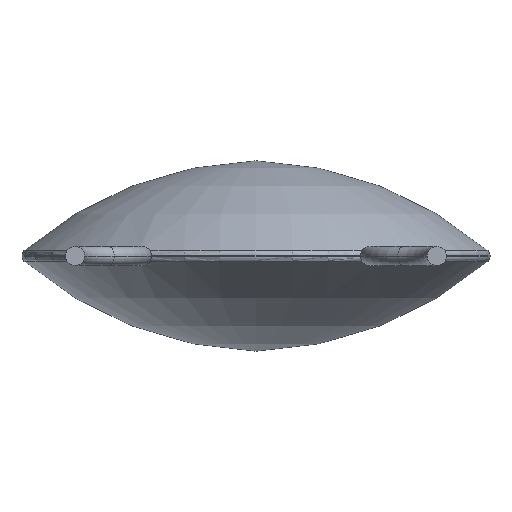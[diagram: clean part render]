
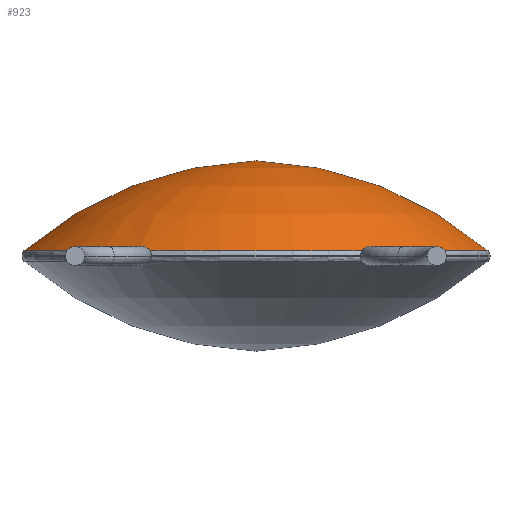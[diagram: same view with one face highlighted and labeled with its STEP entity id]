
A CAD part, front view. The second image highlights one B-rep face of the part: STEP entity #923.
In plain terms, the highlighted toroidal (fillet/blend) face has major radius 0.124 mm and minor radius 3.936 mm.
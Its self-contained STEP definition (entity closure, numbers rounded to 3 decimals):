
#44 = CARTESIAN_POINT ( 'NONE',  ( -1.116, -2.167, 0.055 ) ) ;
#45 = CARTESIAN_POINT ( 'NONE',  ( 2.438, 0., 0.055 ) ) ;
#52 = DIRECTION ( 'NONE',  ( 0., 0., 1. ) ) ;
#57 = CARTESIAN_POINT ( 'NONE',  ( -1.215, -2.051, 0.1 ) ) ;
#76 = B_SPLINE_CURVE_WITH_KNOTS ( 'NONE', 3,
 ( #138, #1402, #268, #1282, #1134, #1540 ),
 .UNSPECIFIED., .F., .F.,
 ( 4, 2, 4 ),
 ( 0., 0., 0. ),
 .UNSPECIFIED. ) ;
#91 = VERTEX_POINT ( 'NONE', #45 ) ;
#95 = TOROIDAL_SURFACE ( 'NONE', #1066, -0.124, 3.936 ) ;
#100 = EDGE_CURVE ( 'NONE', #996, #952, #1108, .T. ) ;
#111 = CARTESIAN_POINT ( 'NONE',  ( -1.162, -2.09, 0.094 ) ) ;
#121 = VERTEX_POINT ( 'NONE', #916 ) ;
#138 = CARTESIAN_POINT ( 'NONE',  ( 1.284, -2.072, 0.055 ) ) ;
#140 = EDGE_CURVE ( 'NONE', #1620, #1483, #492, .T. ) ;
#191 = VERTEX_POINT ( 'NONE', #281 ) ;
#204 = CARTESIAN_POINT ( 'NONE',  ( -1.124, -2.147, 0.067 ) ) ;
#236 = CARTESIAN_POINT ( 'NONE',  ( 0., 0., 1. ) ) ;
#264 = EDGE_CURVE ( 'NONE', #191, #91, #1192, .T. ) ;
#267 = EDGE_LOOP ( 'NONE', ( #821, #1580, #814, #1451, #1304, #1370, #272, #1232, #512 ) ) ;
#268 = CARTESIAN_POINT ( 'NONE',  ( 1.265, -2.051, 0.078 ) ) ;
#272 = ORIENTED_EDGE ( 'NONE', *, *, #1230, .F. ) ;
#281 = CARTESIAN_POINT ( 'NONE',  ( 1.284, -2.072, 0.055 ) ) ;
#317 = CARTESIAN_POINT ( 'NONE',  ( -1.276, -2.061, 0.066 ) ) ;
#341 = DIRECTION ( 'NONE',  ( 0., -1., 0. ) ) ;
#400 = CIRCLE ( 'NONE', #986, 3.936 ) ;
#412 = CARTESIAN_POINT ( 'NONE',  ( 1.162, -2.09, 0.094 ) ) ;
#414 = DIRECTION ( 'NONE',  ( -1., 0., 0. ) ) ;
#442 = AXIS2_PLACEMENT_3D ( 'NONE', #672, #52, #414 ) ;
#453 = CARTESIAN_POINT ( 'NONE',  ( -1.2, -2.06, 0.1 ) ) ;
#491 = CARTESIAN_POINT ( 'NONE',  ( 0., 0., 0.055 ) ) ;
#492 = CIRCLE ( 'NONE', #1325, 3.936 ) ;
#510 = DIRECTION ( 'NONE',  ( 0., 1., 0. ) ) ;
#511 = DIRECTION ( 'NONE',  ( -1., 0., 0. ) ) ;
#512 = ORIENTED_EDGE ( 'NONE', *, *, #1577, .T. ) ;
#524 = CARTESIAN_POINT ( 'NONE',  ( 1.135, -2.127, 0.077 ) ) ;
#545 = CARTESIAN_POINT ( 'NONE',  ( 0.124, 0., -2.934 ) ) ;
#551 = CARTESIAN_POINT ( 'NONE',  ( 1.2, -2.06, 0.1 ) ) ;
#595 = CARTESIAN_POINT ( 'NONE',  ( 1.116, -2.167, 0.055 ) ) ;
#597 = CARTESIAN_POINT ( 'NONE',  ( -1.2, -2.06, 0.1 ) ) ;
#672 = CARTESIAN_POINT ( 'NONE',  ( 0., 0., 0.055 ) ) ;
#686 = CARTESIAN_POINT ( 'NONE',  ( -1.234, -2.046, 0.096 ) ) ;
#713 = CARTESIAN_POINT ( 'NONE',  ( -1.284, -2.072, 0.055 ) ) ;
#745 = AXIS2_PLACEMENT_3D ( 'NONE', #1160, #1536, #511 ) ;
#749 = EDGE_CURVE ( 'NONE', #1620, #1118, #1461, .T. ) ;
#814 = ORIENTED_EDGE ( 'NONE', *, *, #1374, .F. ) ;
#821 = ORIENTED_EDGE ( 'NONE', *, *, #140, .F. ) ;
#844 = DIRECTION ( 'NONE',  ( 0., 0., -1. ) ) ;
#867 = DIRECTION ( 'NONE',  ( 0., 0., 1. ) ) ;
#916 = CARTESIAN_POINT ( 'NONE',  ( 1.2, -2.06, 0.1 ) ) ;
#923 = ADVANCED_FACE ( 'NONE', ( #1456 ), #95, .T. ) ;
#926 = DIRECTION ( 'NONE',  ( -1., 0., 0. ) ) ;
#952 = VERTEX_POINT ( 'NONE', #595 ) ;
#971 = CARTESIAN_POINT ( 'NONE',  ( -1.179, -2.072, 0.1 ) ) ;
#986 = AXIS2_PLACEMENT_3D ( 'NONE', #1470, #341, #844 ) ;
#996 = VERTEX_POINT ( 'NONE', #44 ) ;
#1025 = DIRECTION ( 'NONE',  ( -1., 0., 0. ) ) ;
#1042 = CARTESIAN_POINT ( 'NONE',  ( -1.2, -2.06, 0.1 ) ) ;
#1066 = AXIS2_PLACEMENT_3D ( 'NONE', #1367, #867, #1116 ) ;
#1091 = B_SPLINE_CURVE_WITH_KNOTS ( 'NONE', 3,
 ( #1042, #57, #686, #1430, #317, #1422 ),
 .UNSPECIFIED., .F., .F.,
 ( 4, 2, 4 ),
 ( 0., 0., 0. ),
 .UNSPECIFIED. ) ;
#1108 = CIRCLE ( 'NONE', #442, 2.438 ) ;
#1116 = DIRECTION ( 'NONE',  ( 1., 0., 0. ) ) ;
#1118 = VERTEX_POINT ( 'NONE', #713 ) ;
#1134 = CARTESIAN_POINT ( 'NONE',  ( 1.215, -2.051, 0.1 ) ) ;
#1160 = CARTESIAN_POINT ( 'NONE',  ( 0., 0., 0.055 ) ) ;
#1167 = AXIS2_PLACEMENT_3D ( 'NONE', #491, #1557, #926 ) ;
#1192 = CIRCLE ( 'NONE', #1167, 2.438 ) ;
#1200 = CARTESIAN_POINT ( 'NONE',  ( 1.124, -2.147, 0.067 ) ) ;
#1210 = B_SPLINE_CURVE_WITH_KNOTS ( 'NONE', 3,
 ( #1482, #204, #1619, #111, #971, #597 ),
 .UNSPECIFIED., .F., .F.,
 ( 4, 2, 4 ),
 ( 0., 0., 0. ),
 .UNSPECIFIED. ) ;
#1230 = EDGE_CURVE ( 'NONE', #191, #121, #76, .T. ) ;
#1232 = ORIENTED_EDGE ( 'NONE', *, *, #264, .T. ) ;
#1282 = CARTESIAN_POINT ( 'NONE',  ( 1.234, -2.046, 0.096 ) ) ;
#1304 = ORIENTED_EDGE ( 'NONE', *, *, #100, .T. ) ;
#1310 = EDGE_CURVE ( 'NONE', #121, #952, #1593, .T. ) ;
#1325 = AXIS2_PLACEMENT_3D ( 'NONE', #545, #510, #1025 ) ;
#1367 = CARTESIAN_POINT ( 'NONE',  ( 0., 0., -2.934 ) ) ;
#1370 = ORIENTED_EDGE ( 'NONE', *, *, #1310, .F. ) ;
#1374 = EDGE_CURVE ( 'NONE', #1560, #1118, #1091, .T. ) ;
#1402 = CARTESIAN_POINT ( 'NONE',  ( 1.276, -2.061, 0.066 ) ) ;
#1422 = CARTESIAN_POINT ( 'NONE',  ( -1.284, -2.072, 0.055 ) ) ;
#1430 = CARTESIAN_POINT ( 'NONE',  ( -1.265, -2.051, 0.078 ) ) ;
#1449 = EDGE_CURVE ( 'NONE', #996, #1560, #1210, .T. ) ;
#1451 = ORIENTED_EDGE ( 'NONE', *, *, #1449, .F. ) ;
#1456 = FACE_OUTER_BOUND ( 'NONE', #267, .T. ) ;
#1461 = CIRCLE ( 'NONE', #745, 2.438 ) ;
#1470 = CARTESIAN_POINT ( 'NONE',  ( -0.124, 0., -2.934 ) ) ;
#1482 = CARTESIAN_POINT ( 'NONE',  ( -1.116, -2.167, 0.055 ) ) ;
#1483 = VERTEX_POINT ( 'NONE', #236 ) ;
#1513 = CARTESIAN_POINT ( 'NONE',  ( -2.438, 0., 0.055 ) ) ;
#1536 = DIRECTION ( 'NONE',  ( 0., 0., 1. ) ) ;
#1540 = CARTESIAN_POINT ( 'NONE',  ( 1.2, -2.06, 0.1 ) ) ;
#1549 = CARTESIAN_POINT ( 'NONE',  ( 1.179, -2.072, 0.1 ) ) ;
#1557 = DIRECTION ( 'NONE',  ( 0., 0., 1. ) ) ;
#1560 = VERTEX_POINT ( 'NONE', #453 ) ;
#1562 = CARTESIAN_POINT ( 'NONE',  ( 1.116, -2.167, 0.055 ) ) ;
#1577 = EDGE_CURVE ( 'NONE', #91, #1483, #400, .T. ) ;
#1580 = ORIENTED_EDGE ( 'NONE', *, *, #749, .T. ) ;
#1593 = B_SPLINE_CURVE_WITH_KNOTS ( 'NONE', 3,
 ( #551, #1549, #412, #524, #1200, #1562 ),
 .UNSPECIFIED., .F., .F.,
 ( 4, 2, 4 ),
 ( 0., 0., 0. ),
 .UNSPECIFIED. ) ;
#1619 = CARTESIAN_POINT ( 'NONE',  ( -1.134, -2.128, 0.077 ) ) ;
#1620 = VERTEX_POINT ( 'NONE', #1513 ) ;
